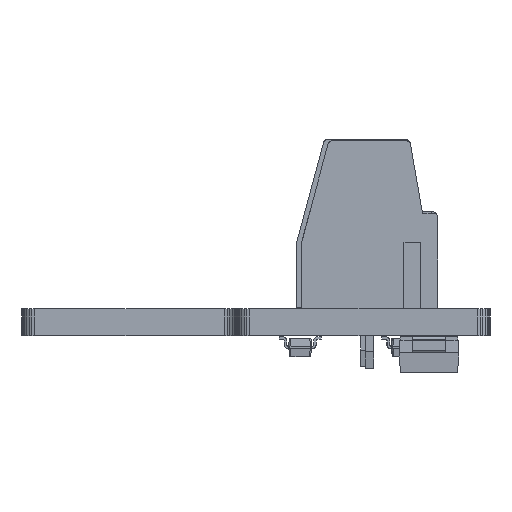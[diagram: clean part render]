
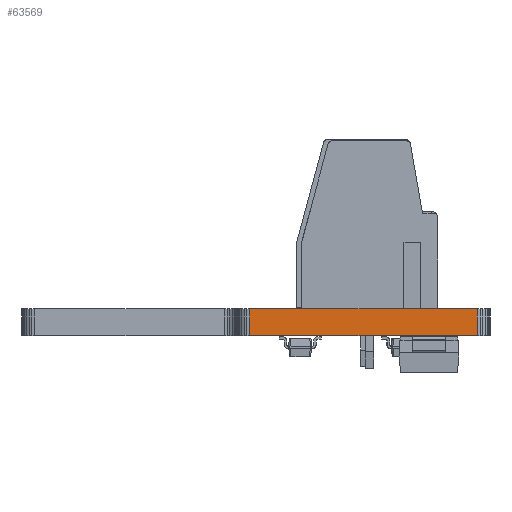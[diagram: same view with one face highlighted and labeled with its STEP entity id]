
A CAD part, front view. The second image highlights one B-rep face of the part: STEP entity #63569.
In plain terms, the highlighted planar face has unit normal (0, -1, 0).
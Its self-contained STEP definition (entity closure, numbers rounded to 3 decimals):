
#47559 = PLANE('',#47560);
#47560 = AXIS2_PLACEMENT_3D('',#47561,#47562,#47563);
#47561 = CARTESIAN_POINT('',(166.054,-81.409,1.6));
#47562 = DIRECTION('',(-0.,-0.,-1.));
#47563 = DIRECTION('',(-1.,0.,0.));
#47613 = PLANE('',#47614);
#47614 = AXIS2_PLACEMENT_3D('',#47615,#47616,#47617);
#47615 = CARTESIAN_POINT('',(166.054,-81.409,0.));
#47616 = DIRECTION('',(-0.,-0.,-1.));
#47617 = DIRECTION('',(-1.,0.,0.));
#48086 = VERTEX_POINT('',#48087);
#48087 = CARTESIAN_POINT('',(181.267,-114.3,0.));
#48101 = PLANE('',#48102);
#48102 = AXIS2_PLACEMENT_3D('',#48103,#48104,#48105);
#48103 = CARTESIAN_POINT('',(181.434,-114.281,0.));
#48104 = DIRECTION('',(0.112,-0.994,0.));
#48105 = DIRECTION('',(-0.994,-0.112,0.));
#48113 = EDGE_CURVE('',#48086,#48114,#48116,.T.);
#48114 = VERTEX_POINT('',#48115);
#48115 = CARTESIAN_POINT('',(167.767,-114.3,0.));
#48116 = SURFACE_CURVE('',#48117,(#48121,#48128),.PCURVE_S1.);
#48117 = LINE('',#48118,#48119);
#48118 = CARTESIAN_POINT('',(181.267,-114.3,0.));
#48119 = VECTOR('',#48120,1.);
#48120 = DIRECTION('',(-1.,0.,0.));
#48121 = PCURVE('',#47613,#48122);
#48122 = DEFINITIONAL_REPRESENTATION('',(#48123),#48127);
#48123 = LINE('',#48124,#48125);
#48124 = CARTESIAN_POINT('',(-15.213,-32.891));
#48125 = VECTOR('',#48126,1.);
#48126 = DIRECTION('',(1.,0.));
#48127 = ( GEOMETRIC_REPRESENTATION_CONTEXT(2) 
PARAMETRIC_REPRESENTATION_CONTEXT() REPRESENTATION_CONTEXT('2D SPACE',''
  ) );
#48128 = PCURVE('',#48129,#48134);
#48129 = PLANE('',#48130);
#48130 = AXIS2_PLACEMENT_3D('',#48131,#48132,#48133);
#48131 = CARTESIAN_POINT('',(181.267,-114.3,0.));
#48132 = DIRECTION('',(0.,-1.,0.));
#48133 = DIRECTION('',(-1.,0.,0.));
#48134 = DEFINITIONAL_REPRESENTATION('',(#48135),#48139);
#48135 = LINE('',#48136,#48137);
#48136 = CARTESIAN_POINT('',(0.,-0.));
#48137 = VECTOR('',#48138,1.);
#48138 = DIRECTION('',(1.,0.));
#48139 = ( GEOMETRIC_REPRESENTATION_CONTEXT(2) 
PARAMETRIC_REPRESENTATION_CONTEXT() REPRESENTATION_CONTEXT('2D SPACE',''
  ) );
#48157 = PLANE('',#48158);
#48158 = AXIS2_PLACEMENT_3D('',#48159,#48160,#48161);
#48159 = CARTESIAN_POINT('',(167.767,-114.3,0.));
#48160 = DIRECTION('',(-0.112,-0.994,0.));
#48161 = DIRECTION('',(-0.994,0.112,0.));
#56325 = VERTEX_POINT('',#56326);
#56326 = CARTESIAN_POINT('',(181.267,-114.3,1.6));
#56347 = EDGE_CURVE('',#56325,#56348,#56350,.T.);
#56348 = VERTEX_POINT('',#56349);
#56349 = CARTESIAN_POINT('',(167.767,-114.3,1.6));
#56350 = SURFACE_CURVE('',#56351,(#56355,#56362),.PCURVE_S1.);
#56351 = LINE('',#56352,#56353);
#56352 = CARTESIAN_POINT('',(181.267,-114.3,1.6));
#56353 = VECTOR('',#56354,1.);
#56354 = DIRECTION('',(-1.,0.,0.));
#56355 = PCURVE('',#47559,#56356);
#56356 = DEFINITIONAL_REPRESENTATION('',(#56357),#56361);
#56357 = LINE('',#56358,#56359);
#56358 = CARTESIAN_POINT('',(-15.213,-32.891));
#56359 = VECTOR('',#56360,1.);
#56360 = DIRECTION('',(1.,0.));
#56361 = ( GEOMETRIC_REPRESENTATION_CONTEXT(2) 
PARAMETRIC_REPRESENTATION_CONTEXT() REPRESENTATION_CONTEXT('2D SPACE',''
  ) );
#56362 = PCURVE('',#48129,#56363);
#56363 = DEFINITIONAL_REPRESENTATION('',(#56364),#56368);
#56364 = LINE('',#56365,#56366);
#56365 = CARTESIAN_POINT('',(0.,-1.6));
#56366 = VECTOR('',#56367,1.);
#56367 = DIRECTION('',(1.,0.));
#56368 = ( GEOMETRIC_REPRESENTATION_CONTEXT(2) 
PARAMETRIC_REPRESENTATION_CONTEXT() REPRESENTATION_CONTEXT('2D SPACE',''
  ) );
#63521 = EDGE_CURVE('',#48086,#56325,#63522,.T.);
#63522 = SURFACE_CURVE('',#63523,(#63527,#63534),.PCURVE_S1.);
#63523 = LINE('',#63524,#63525);
#63524 = CARTESIAN_POINT('',(181.267,-114.3,0.));
#63525 = VECTOR('',#63526,1.);
#63526 = DIRECTION('',(0.,0.,1.));
#63527 = PCURVE('',#48101,#63528);
#63528 = DEFINITIONAL_REPRESENTATION('',(#63529),#63533);
#63529 = LINE('',#63530,#63531);
#63530 = CARTESIAN_POINT('',(0.168,0.));
#63531 = VECTOR('',#63532,1.);
#63532 = DIRECTION('',(0.,-1.));
#63533 = ( GEOMETRIC_REPRESENTATION_CONTEXT(2) 
PARAMETRIC_REPRESENTATION_CONTEXT() REPRESENTATION_CONTEXT('2D SPACE',''
  ) );
#63534 = PCURVE('',#48129,#63535);
#63535 = DEFINITIONAL_REPRESENTATION('',(#63536),#63540);
#63536 = LINE('',#63537,#63538);
#63537 = CARTESIAN_POINT('',(0.,-0.));
#63538 = VECTOR('',#63539,1.);
#63539 = DIRECTION('',(0.,-1.));
#63540 = ( GEOMETRIC_REPRESENTATION_CONTEXT(2) 
PARAMETRIC_REPRESENTATION_CONTEXT() REPRESENTATION_CONTEXT('2D SPACE',''
  ) );
#63569 = ADVANCED_FACE('',(#63570),#48129,.T.);
#63570 = FACE_BOUND('',#63571,.T.);
#63571 = EDGE_LOOP('',(#63572,#63573,#63574,#63595));
#63572 = ORIENTED_EDGE('',*,*,#63521,.T.);
#63573 = ORIENTED_EDGE('',*,*,#56347,.T.);
#63574 = ORIENTED_EDGE('',*,*,#63575,.F.);
#63575 = EDGE_CURVE('',#48114,#56348,#63576,.T.);
#63576 = SURFACE_CURVE('',#63577,(#63581,#63588),.PCURVE_S1.);
#63577 = LINE('',#63578,#63579);
#63578 = CARTESIAN_POINT('',(167.767,-114.3,0.));
#63579 = VECTOR('',#63580,1.);
#63580 = DIRECTION('',(0.,0.,1.));
#63581 = PCURVE('',#48129,#63582);
#63582 = DEFINITIONAL_REPRESENTATION('',(#63583),#63587);
#63583 = LINE('',#63584,#63585);
#63584 = CARTESIAN_POINT('',(13.5,0.));
#63585 = VECTOR('',#63586,1.);
#63586 = DIRECTION('',(0.,-1.));
#63587 = ( GEOMETRIC_REPRESENTATION_CONTEXT(2) 
PARAMETRIC_REPRESENTATION_CONTEXT() REPRESENTATION_CONTEXT('2D SPACE',''
  ) );
#63588 = PCURVE('',#48157,#63589);
#63589 = DEFINITIONAL_REPRESENTATION('',(#63590),#63594);
#63590 = LINE('',#63591,#63592);
#63591 = CARTESIAN_POINT('',(0.,0.));
#63592 = VECTOR('',#63593,1.);
#63593 = DIRECTION('',(0.,-1.));
#63594 = ( GEOMETRIC_REPRESENTATION_CONTEXT(2) 
PARAMETRIC_REPRESENTATION_CONTEXT() REPRESENTATION_CONTEXT('2D SPACE',''
  ) );
#63595 = ORIENTED_EDGE('',*,*,#48113,.F.);
